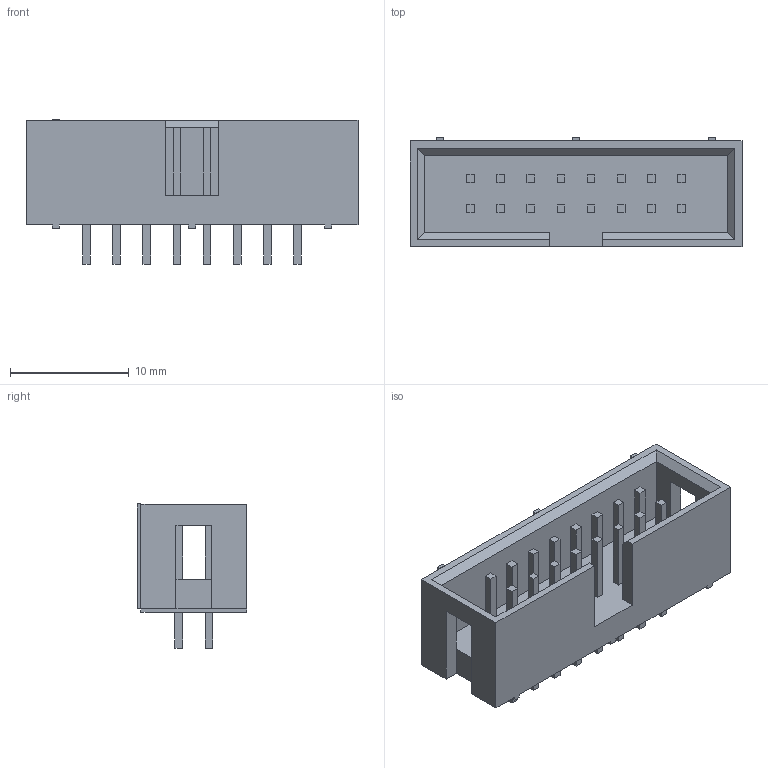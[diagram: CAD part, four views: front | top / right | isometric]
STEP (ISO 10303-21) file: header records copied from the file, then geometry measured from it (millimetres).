
FILE_DESCRIPTION (( 'STEP AP214' ), '1' );
FILE_NAME ('User Library-BH-10...64.STEP', '2010-11-03T13:54:17', ( 'sysAdmin' ), ( 'SolidWorks' ), 'SwSTEP 2.0', 'SolidWorks 2010', '' );
FILE_SCHEMA (( 'AUTOMOTIVE_DESIGN' ));
Length unit declared in the file: millimetre
Products named in the file (1): User Library-BH-10...64
Bounding box: 27.98 x 9.2 x 12.14 mm (x, y, z)
Volume: 1117 mm3; surface area: 1871.5 mm2
Topology: 1 solids, 1 shells, 223 faces, 547 edges, 354 vertices
Faces by surface type: plane 223
Entity records: 8770 total; most frequent: CARTESIAN_POINT 1125, ORIENTED_EDGE 1094, DIRECTION 995, EDGE_CURVE 547, LINE 547, VECTOR 547, VERTEX_POINT 354, EDGE_LOOP 255
